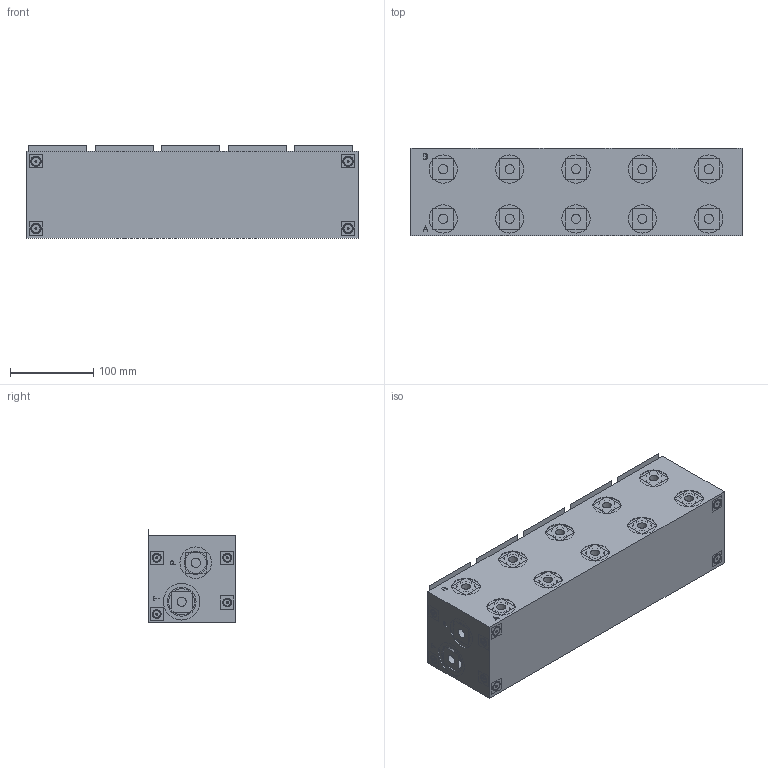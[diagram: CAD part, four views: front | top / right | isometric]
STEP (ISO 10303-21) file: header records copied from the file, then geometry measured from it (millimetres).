
FILE_DESCRIPTION((''),'2;1');
FILE_NAME('MR5-5G_1_ASM','2013-09-04T',('be-cb'),(''),'PRO/ENGINEER BY PARAMETRIC TECHNOLOGY CORPORATION, 2006010','PRO/ENGINEER BY PARAMETRIC TECHNOLOGY CORPORATION, 2006010','');
FILE_SCHEMA(('CONFIG_CONTROL_DESIGN'));
Length unit declared in the file: millimetre
Products named in the file (8): MR5-5G_2; FIX_MET_BLOC; FIX_MET_BLOC_ASM; RAC_GAZ_LAR; RAC_GAZ_LAR_ASM; PTAB-11_XY-6; CETOP5_XY_ASM; MR5-5G_1_ASM
Assembly tree (35 placements, depth 3):
  MR5-5G_1_ASM
    MR5-5G_2
    FIX_MET_BLOC_ASM  x12
      FIX_MET_BLOC
    RAC_GAZ_LAR_ASM  x14
      RAC_GAZ_LAR
    CETOP5_XY_ASM  x5
      PTAB-11_XY-6
Bounding box: 400 x 105 x 112 mm (x, y, z)
Volume: 4258210.1 mm3; surface area: 302655 mm2
Topology: 1 solids, 78 shells, 736 faces, 2112 edges, 1438 vertices
Faces by surface type: plane 376, cylinder 256, cone 104
Entity records: 21955 total; most frequent: CARTESIAN_POINT 4306, DIRECTION 3746, ORIENTED_EDGE 3298, EDGE_CURVE 1760, AXIS2_PLACEMENT_3D 1294, VERTEX_POINT 1190, VECTOR 1158, LINE 1158
